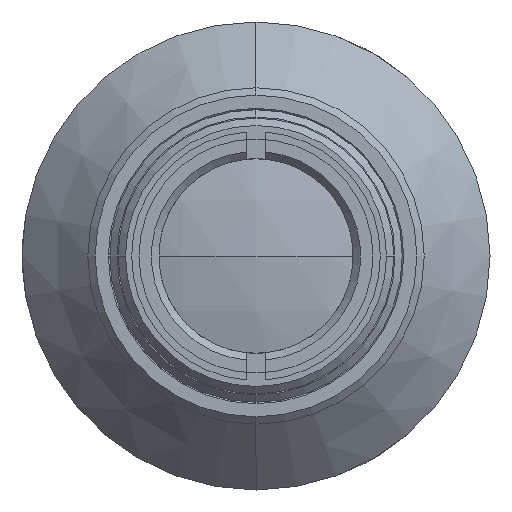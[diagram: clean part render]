
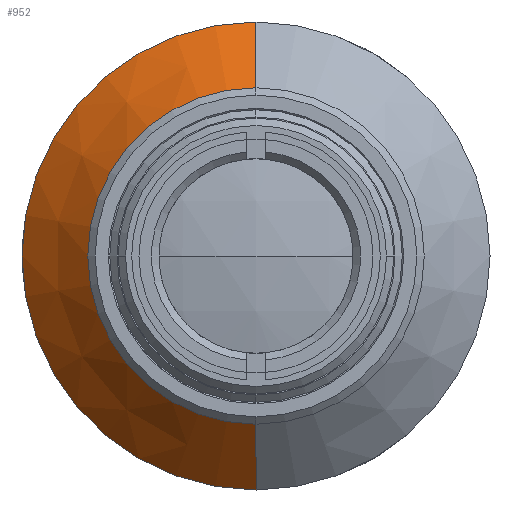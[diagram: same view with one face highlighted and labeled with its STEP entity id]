
A CAD part, left-side view. The second image highlights one B-rep face of the part: STEP entity #952.
In plain terms, the highlighted conical face has half-angle 45 degrees and reference radius 32 mm.
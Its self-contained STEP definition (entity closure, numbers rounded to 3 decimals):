
#245 = DIRECTION ( 'NONE',  ( 0.707, 0., -0.707 ) ) ;
#286 = DIRECTION ( 'NONE',  ( 0., 0., -1. ) ) ;
#367 = EDGE_LOOP ( 'NONE', ( #1540, #2820, #4017, #1081 ) ) ;
#514 = DIRECTION ( 'NONE',  ( 0.707, 0., 0.707 ) ) ;
#523 = EDGE_CURVE ( 'NONE', #3920, #3420, #978, .T. ) ;
#565 = DIRECTION ( 'NONE',  ( 1., 0., 0. ) ) ;
#567 = EDGE_CURVE ( 'NONE', #2010, #2568, #3571, .T. ) ;
#653 = VECTOR ( 'NONE', #245, 1000. ) ;
#785 = VECTOR ( 'NONE', #514, 1000. ) ;
#937 = CARTESIAN_POINT ( 'NONE',  ( 53.92, 0., 0. ) ) ;
#941 = EDGE_CURVE ( 'NONE', #2568, #3420, #1491, .T. ) ;
#952 = ADVANCED_FACE ( 'NONE', ( #2777 ), #1979, .T. ) ;
#954 = CARTESIAN_POINT ( 'NONE',  ( 44.92, 0., 0. ) ) ;
#978 = CIRCLE ( 'NONE', #2365, 32. ) ;
#1081 = ORIENTED_EDGE ( 'NONE', *, *, #941, .F. ) ;
#1159 = LINE ( 'NONE', #2707, #785 ) ;
#1264 = CARTESIAN_POINT ( 'NONE',  ( 53.92, 0., 0. ) ) ;
#1270 = CARTESIAN_POINT ( 'NONE',  ( 53.92, 0., -32. ) ) ;
#1491 = LINE ( 'NONE', #4048, #653 ) ;
#1535 = DIRECTION ( 'NONE',  ( 0., 0., 1. ) ) ;
#1540 = ORIENTED_EDGE ( 'NONE', *, *, #567, .F. ) ;
#1571 = AXIS2_PLACEMENT_3D ( 'NONE', #1264, #565, #286 ) ;
#1591 = DIRECTION ( 'NONE',  ( -1., 0., 0. ) ) ;
#1973 = CARTESIAN_POINT ( 'NONE',  ( 44.92, 0., 23. ) ) ;
#1979 = CONICAL_SURFACE ( 'NONE', #1571, 32., 0.785 ) ;
#2010 = VERTEX_POINT ( 'NONE', #1973 ) ;
#2315 = CARTESIAN_POINT ( 'NONE',  ( 44.92, 0., -23. ) ) ;
#2365 = AXIS2_PLACEMENT_3D ( 'NONE', #937, #3175, #1535 ) ;
#2409 = EDGE_CURVE ( 'NONE', #2010, #3920, #1159, .T. ) ;
#2508 = DIRECTION ( 'NONE',  ( 0., 0., 1. ) ) ;
#2568 = VERTEX_POINT ( 'NONE', #2315 ) ;
#2707 = CARTESIAN_POINT ( 'NONE',  ( 53.92, 0., 32. ) ) ;
#2777 = FACE_OUTER_BOUND ( 'NONE', #367, .T. ) ;
#2820 = ORIENTED_EDGE ( 'NONE', *, *, #2409, .T. ) ;
#3175 = DIRECTION ( 'NONE',  ( -1., 0., 0. ) ) ;
#3420 = VERTEX_POINT ( 'NONE', #1270 ) ;
#3571 = CIRCLE ( 'NONE', #4090, 23. ) ;
#3920 = VERTEX_POINT ( 'NONE', #3976 ) ;
#3976 = CARTESIAN_POINT ( 'NONE',  ( 53.92, 0., 32. ) ) ;
#4017 = ORIENTED_EDGE ( 'NONE', *, *, #523, .T. ) ;
#4048 = CARTESIAN_POINT ( 'NONE',  ( 53.92, 0., -32. ) ) ;
#4090 = AXIS2_PLACEMENT_3D ( 'NONE', #954, #1591, #2508 ) ;
